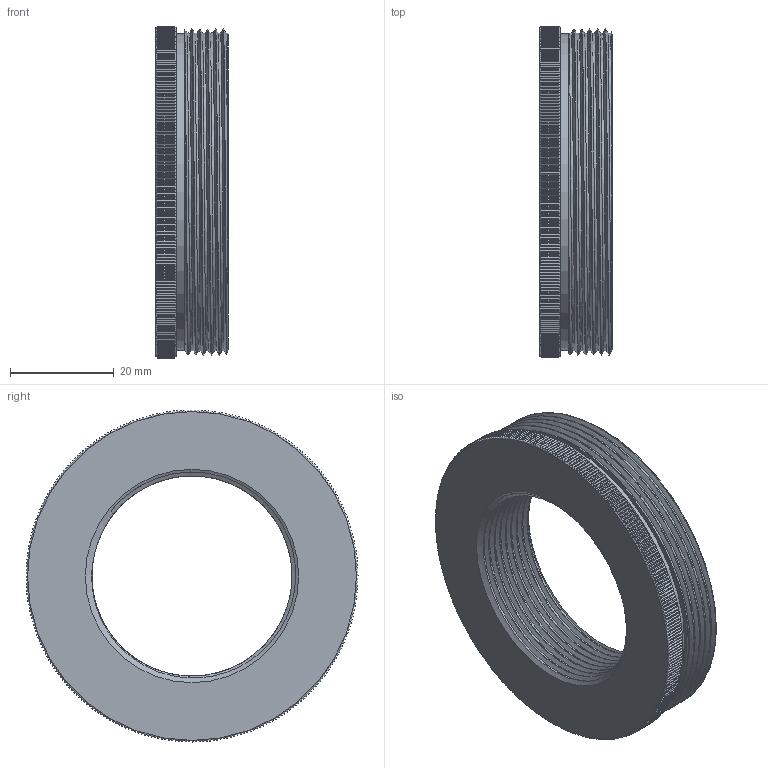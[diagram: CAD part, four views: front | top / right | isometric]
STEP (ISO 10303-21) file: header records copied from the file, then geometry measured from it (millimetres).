
FILE_DESCRIPTION(/* description */ ('Reduzierung gerändelt M 63/ M 40'),/* implementation_level */ '2;1');
FILE_NAME(/* name */ '62086340-RST.stp',/* time_stamp */ '2020-06-23T07:52:17+02:00',/* author */ ('sl'),/* organization */ (''),/* preprocessor_version */ 'ST-DEVELOPER v16.5',/* originating_system */ 'Autodesk Inventor 2017',/* authorisation */ '');
FILE_SCHEMA (('AUTOMOTIVE_DESIGN { 1 0 10303 214 3 1 1 }'));
Length unit declared in the file: millimetre
Products named in the file (1): 62086340
Bounding box: 14 x 63.9 x 63.9 mm (x, y, z)
Volume: 25397.6 mm3; surface area: 10474.5 mm2
Topology: 1 solids, 1 shells, 918 faces, 2742 edges, 1828 vertices
Faces by surface type: plane 604, cylinder 305, cone 5, bspline 4
Full cylindrical faces by diameter (mm): 61 x1
Entity records: 32297 total; most frequent: CARTESIAN_POINT 10628, ORIENTED_EDGE 5462, DIRECTION 3964, EDGE_CURVE 2731, VERTEX_POINT 1823, AXIS2_PLACEMENT_3D 1532, EDGE_LOOP 928, FACE_OUTER_BOUND 918
